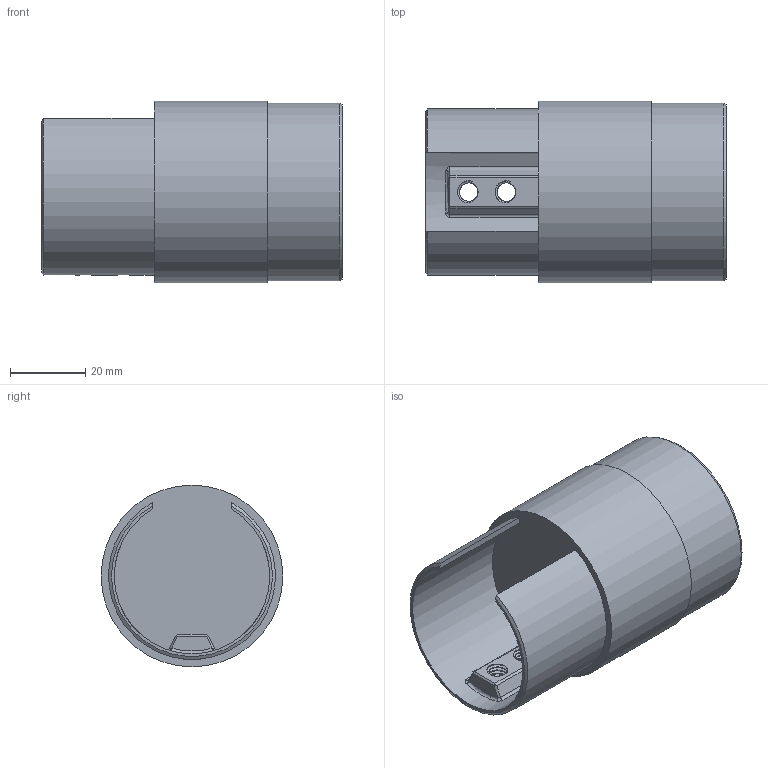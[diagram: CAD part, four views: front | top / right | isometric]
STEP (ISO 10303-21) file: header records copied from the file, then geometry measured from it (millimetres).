
FILE_DESCRIPTION(/* description */ (''),/* implementation_level */ '2;1');
FILE_NAME(/* name */ '1631_2_Cosch_Edelstahltechnik.stp',/* time_stamp */ '2018-08-27T19:08:53+02:00',/* author */ (''),/* organization */ (''),/* preprocessor_version */ 'ST-DEVELOPER v16',/* originating_system */ 'SIEMENS PLM Software NX 11.0',/* authorisation */ '');
FILE_SCHEMA (('AUTOMOTIVE_DESIGN { 1 0 10303 214 3 1 1 1 }'));
Length unit declared in the file: millimetre
Products named in the file (1): Goge0458A95D4mhx
Bounding box: 80 x 48.3 x 48.3 mm (x, y, z)
Volume: 19599.8 mm3; surface area: 25151.5 mm2
Topology: 1 solids, 1 shells, 38 faces, 94 edges, 61 vertices
Faces by surface type: plane 18, cylinder 11, bspline 6, cone 2, torus 1
Full cylindrical faces by diameter (mm): 44.8 x1, 47.3 x1, 48.3 x1
Entity records: 5173 total; most frequent: CARTESIAN_POINT 4314, ORIENTED_EDGE 176, DIRECTION 149, EDGE_CURVE 88, VERTEX_POINT 59, AXIS2_PLACEMENT_3D 58, EDGE_LOOP 49, ADVANCED_FACE 38
